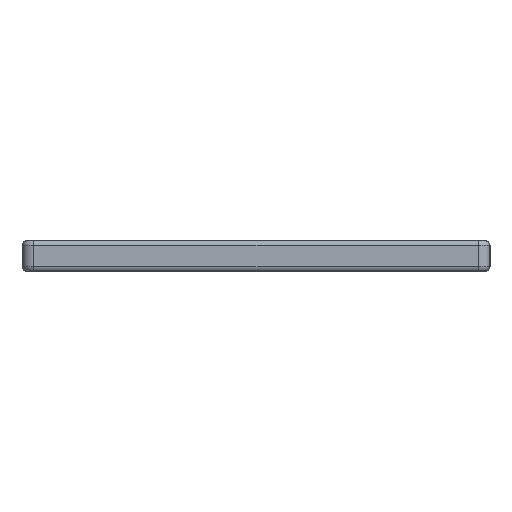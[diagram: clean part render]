
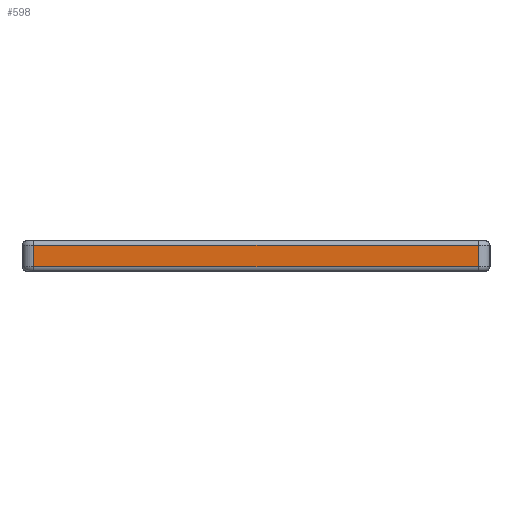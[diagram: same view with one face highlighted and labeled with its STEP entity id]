
A CAD part, left-side view. The second image highlights one B-rep face of the part: STEP entity #598.
In plain terms, the highlighted planar face has unit normal (-1, 0, 0).
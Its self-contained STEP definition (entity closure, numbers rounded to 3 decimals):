
#28 = AXIS2_PLACEMENT_3D ( 'NONE', #2183, #2368, #10570 ) ;
#101 = CARTESIAN_POINT ( 'NONE',  ( -300., 95., -13. ) ) ;
#505 = CARTESIAN_POINT ( 'NONE',  ( -300., 95., -2. ) ) ;
#598 = ADVANCED_FACE ( 'NONE', ( #6807 ), #4476, .T. ) ;
#881 = VERTEX_POINT ( 'NONE', #505 ) ;
#1017 = LINE ( 'NONE', #9628, #5954 ) ;
#1548 = CARTESIAN_POINT ( 'NONE',  ( -300., 95., -11. ) ) ;
#1746 = DIRECTION ( 'NONE',  ( 0., 1., 0. ) ) ;
#2183 = CARTESIAN_POINT ( 'NONE',  ( -300., -95., -13. ) ) ;
#2361 = EDGE_LOOP ( 'NONE', ( #9369, #6206, #5010, #6858 ) ) ;
#2368 = DIRECTION ( 'NONE',  ( -1., 0., 0. ) ) ;
#2478 = LINE ( 'NONE', #11187, #13299 ) ;
#2498 = CARTESIAN_POINT ( 'NONE',  ( -300., -95., -2. ) ) ;
#3806 = DIRECTION ( 'NONE',  ( 0., -1., 0. ) ) ;
#4060 = VECTOR ( 'NONE', #10562, 1000. ) ;
#4247 = LINE ( 'NONE', #7823, #13081 ) ;
#4402 = EDGE_CURVE ( 'NONE', #11655, #9321, #1017, .T. ) ;
#4476 = PLANE ( 'NONE',  #28 ) ;
#5010 = ORIENTED_EDGE ( 'NONE', *, *, #4402, .T. ) ;
#5954 = VECTOR ( 'NONE', #8557, 1000. ) ;
#6206 = ORIENTED_EDGE ( 'NONE', *, *, #12292, .T. ) ;
#6807 = FACE_OUTER_BOUND ( 'NONE', #2361, .T. ) ;
#6858 = ORIENTED_EDGE ( 'NONE', *, *, #9611, .T. ) ;
#7823 = CARTESIAN_POINT ( 'NONE',  ( -300., -95., -11. ) ) ;
#8130 = VERTEX_POINT ( 'NONE', #1548 ) ;
#8557 = DIRECTION ( 'NONE',  ( 0., 0., 1. ) ) ;
#9068 = CARTESIAN_POINT ( 'NONE',  ( -300., -95., -11. ) ) ;
#9321 = VERTEX_POINT ( 'NONE', #2498 ) ;
#9369 = ORIENTED_EDGE ( 'NONE', *, *, #12960, .F. ) ;
#9611 = EDGE_CURVE ( 'NONE', #9321, #881, #2478, .T. ) ;
#9628 = CARTESIAN_POINT ( 'NONE',  ( -300., -95., -13. ) ) ;
#10562 = DIRECTION ( 'NONE',  ( 0., 0., 1. ) ) ;
#10570 = DIRECTION ( 'NONE',  ( 0., 0., 1. ) ) ;
#11187 = CARTESIAN_POINT ( 'NONE',  ( -300., 95., -2. ) ) ;
#11655 = VERTEX_POINT ( 'NONE', #9068 ) ;
#12292 = EDGE_CURVE ( 'NONE', #8130, #11655, #4247, .T. ) ;
#12414 = LINE ( 'NONE', #101, #4060 ) ;
#12960 = EDGE_CURVE ( 'NONE', #8130, #881, #12414, .T. ) ;
#13081 = VECTOR ( 'NONE', #3806, 1000. ) ;
#13299 = VECTOR ( 'NONE', #1746, 1000. ) ;
